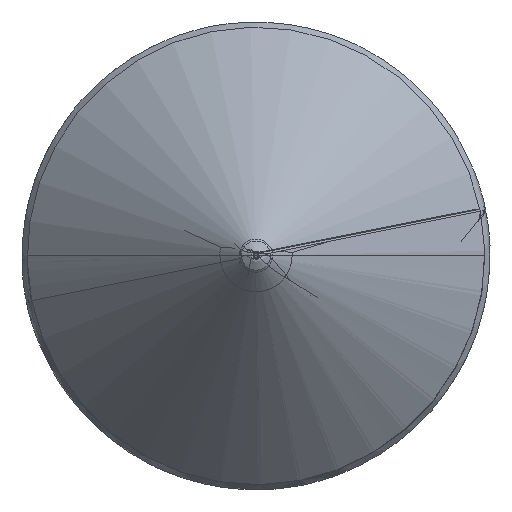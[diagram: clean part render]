
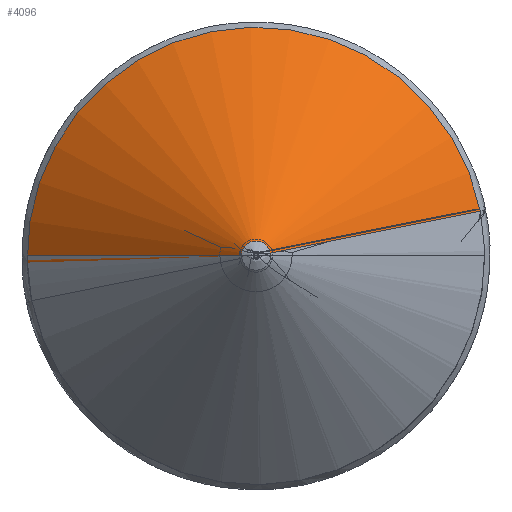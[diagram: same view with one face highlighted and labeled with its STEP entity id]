
A CAD part, top view. The second image highlights one B-rep face of the part: STEP entity #4096.
In plain terms, the highlighted free-form (B-spline) face has degree [1, 3] with [2, 7] control points.
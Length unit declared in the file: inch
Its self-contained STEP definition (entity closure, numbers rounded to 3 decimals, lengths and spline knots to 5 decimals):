
#491 = ORIENTED_EDGE ( 'NONE', *, *, #6665, .F. ) ;
#589 = DIRECTION ( 'NONE',  ( 0., 0., 1. ) ) ;
#622 = CARTESIAN_POINT ( 'NONE',  ( -0.40019, -0.0799, -0.3758 ) ) ;
#676 = CARTESIAN_POINT ( 'NONE',  ( 0.40019, 0.0799, -0.3758 ) ) ;
#776 = CARTESIAN_POINT ( 'NONE',  ( -0.24039, -0.88027, -0.3758 ) ) ;
#1044 = B_SPLINE_CURVE_WITH_KNOTS ( 'NONE', 1,
 ( #6074, #10081 ),
 .UNSPECIFIED., .F., .F.,
 ( 2, 2 ),
 ( 0., 1. ),
 .UNSPECIFIED. ) ;
#1328 = CARTESIAN_POINT ( 'NONE',  ( -0.02554, -0.00463, 0.00633 ) ) ;
#1384 = B_SPLINE_CURVE_WITH_KNOTS ( 'NONE', 1,
 ( #1788, #1735 ),
 .UNSPECIFIED., .F., .F.,
 ( 2, 2 ),
 ( 0., 1. ),
 .UNSPECIFIED. ) ;
#1735 = CARTESIAN_POINT ( 'NONE',  ( 0.02554, 0.00463, 0.00633 ) ) ;
#1788 = CARTESIAN_POINT ( 'NONE',  ( 0.40019, 0.0799, -0.3758 ) ) ;
#1837 = ORIENTED_EDGE ( 'NONE', *, *, #5417, .T. ) ;
#2185 = DIRECTION ( 'NONE',  ( 0.981, 0.196, 0. ) ) ;
#2250 = CARTESIAN_POINT ( 'NONE',  ( 0.02554, 0.00463, 0.00633 ) ) ;
#3097 = VERTEX_POINT ( 'NONE', #10066 ) ;
#3149 = CIRCLE ( 'NONE', #8463, 0.02596 ) ;
#3207 = CARTESIAN_POINT ( 'NONE',  ( 0.02554, 0.00463, 0.00633 ) ) ;
#3257 = CIRCLE ( 'NONE', #6855, 0.40808 ) ;
#3300 = CARTESIAN_POINT ( 'NONE',  ( 0.55998, -0.72048, -0.3758 ) ) ;
#3849 = ORIENTED_EDGE ( 'NONE', *, *, #4841, .F. ) ;
#4096 = ADVANCED_FACE ( 'NONE', ( #9262 ), #10148, .F. ) ;
#4354 = CARTESIAN_POINT ( 'NONE',  ( -0.40019, -0.0799, -0.3758 ) ) ;
#4605 = DIRECTION ( 'NONE',  ( 0., 0., -1. ) ) ;
#4782 = CARTESIAN_POINT ( 'NONE',  ( 0.03479, -0.04646, 0.00633 ) ) ;
#4825 = VERTEX_POINT ( 'NONE', #8688 ) ;
#4833 = CARTESIAN_POINT ( 'NONE',  ( 0.24039, 0.88027, -0.3758 ) ) ;
#4841 = EDGE_CURVE ( 'NONE', #3097, #6517, #3149, .T. ) ;
#4974 = VERTEX_POINT ( 'NONE', #4354 ) ;
#5157 = ORIENTED_EDGE ( 'NONE', *, *, #10006, .F. ) ;
#5242 = EDGE_LOOP ( 'NONE', ( #491, #1837, #3849, #5157 ) ) ;
#5372 = CARTESIAN_POINT ( 'NONE',  ( 0., 0., -0.3758 ) ) ;
#5417 = EDGE_CURVE ( 'NONE', #4974, #6517, #1044, .T. ) ;
#5731 = CARTESIAN_POINT ( 'NONE',  ( -0.01629, -0.05571, 0.00633 ) ) ;
#6074 = CARTESIAN_POINT ( 'NONE',  ( -0.40019, -0.0799, -0.3758 ) ) ;
#6347 = CARTESIAN_POINT ( 'NONE',  ( 0., 0., 0.00633 ) ) ;
#6380 = CARTESIAN_POINT ( 'NONE',  ( -0.02554, -0.00463, 0.00633 ) ) ;
#6517 = VERTEX_POINT ( 'NONE', #1328 ) ;
#6665 = EDGE_CURVE ( 'NONE', #4974, #4825, #3257, .T. ) ;
#6855 = AXIS2_PLACEMENT_3D ( 'NONE', #5372, #4605, #2185 ) ;
#7096 = DIRECTION ( 'NONE',  ( 0.984, 0.178, 0. ) ) ;
#8133 = CARTESIAN_POINT ( 'NONE',  ( 0.40019, 0.0799, -0.3758 ) ) ;
#8463 = AXIS2_PLACEMENT_3D ( 'NONE', #6347, #589, #7096 ) ;
#8688 = CARTESIAN_POINT ( 'NONE',  ( 0.40019, 0.0799, -0.3758 ) ) ;
#9262 = FACE_OUTER_BOUND ( 'NONE', #5242, .T. ) ;
#9778 = CARTESIAN_POINT ( 'NONE',  ( 0.01629, 0.05571, 0.00633 ) ) ;
#10006 = EDGE_CURVE ( 'NONE', #4825, #3097, #1384, .T. ) ;
#10066 = CARTESIAN_POINT ( 'NONE',  ( 0.02554, 0.00463, 0.00633 ) ) ;
#10081 = CARTESIAN_POINT ( 'NONE',  ( -0.02554, -0.00463, 0.00633 ) ) ;
#10148 =( BOUNDED_SURFACE ( )  B_SPLINE_SURFACE ( 1, 3, ( 
 ( #8133, #4833, #10540, #622, #776, #3300, #676 ),
 ( #2250, #9778, #10487, #6380, #5731, #4782, #3207 ) ),
 .UNSPECIFIED., .F., .T., .T. ) 
 B_SPLINE_SURFACE_WITH_KNOTS ( ( 2, 2 ),
 ( 4, 3, 4 ),
 ( 0., 1. ),
 ( 0., 0.5, 1. ),
 .UNSPECIFIED. ) 
 GEOMETRIC_REPRESENTATION_ITEM ( )  RATIONAL_B_SPLINE_SURFACE ( (
 ( 1., 0.333, 0.333, 1., 0.333, 0.333, 1.),
 ( 1., 0.333, 0.333, 1., 0.333, 0.333, 1.) ) ) 
 REPRESENTATION_ITEM ( '' )  SURFACE ( )  );
#10487 = CARTESIAN_POINT ( 'NONE',  ( -0.03479, 0.04646, 0.00633 ) ) ;
#10540 = CARTESIAN_POINT ( 'NONE',  ( -0.55998, 0.72048, -0.3758 ) ) ;
